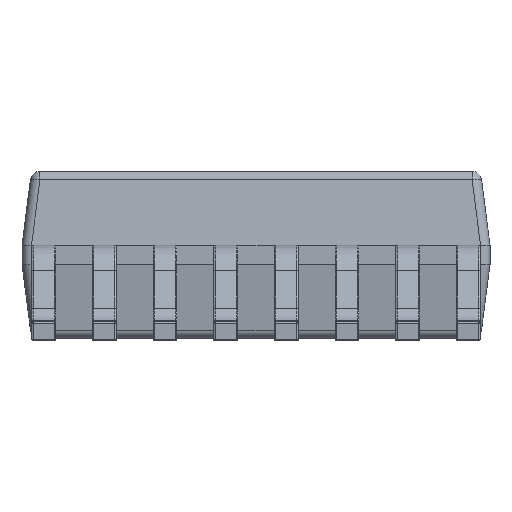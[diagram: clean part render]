
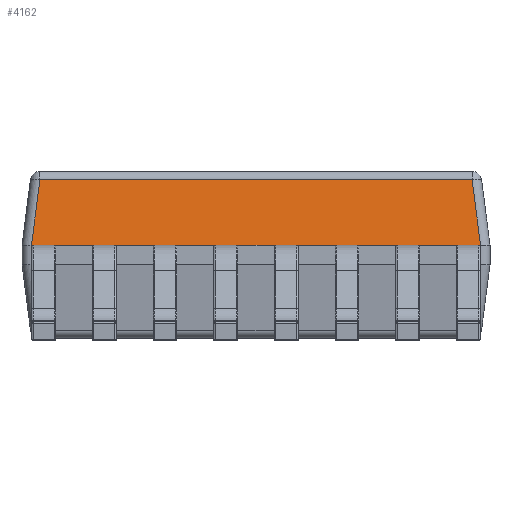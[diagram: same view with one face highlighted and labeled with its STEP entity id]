
A CAD part, left-side view. The second image highlights one B-rep face of the part: STEP entity #4162.
In plain terms, the highlighted planar face has unit normal (-0.992, 0, 0.128).
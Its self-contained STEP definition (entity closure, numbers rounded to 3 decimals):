
#1519 = VECTOR ( 'NONE', #20199, 1000. ) ;
#3679 = VECTOR ( 'NONE', #39627, 1000. ) ;
#3780 = CARTESIAN_POINT ( 'NONE',  ( -1.95, 2.35, 1.075 ) ) ;
#3878 = VERTEX_POINT ( 'NONE', #12849 ) ;
#4162 = ADVANCED_FACE ( 'NONE', ( #6384 ), #20837, .T. ) ;
#5283 = VERTEX_POINT ( 'NONE', #17426 ) ;
#6384 = FACE_OUTER_BOUND ( 'NONE', #26749, .T. ) ;
#7077 = CARTESIAN_POINT ( 'NONE',  ( -1.95, 2.351, 1.075 ) ) ;
#7346 = EDGE_CURVE ( 'NONE', #41632, #33288, #26757, .T. ) ;
#8357 = VECTOR ( 'NONE', #19933, 1000. ) ;
#8395 = DIRECTION ( 'NONE',  ( -0.992, 0., 0.128 ) ) ;
#8681 = VERTEX_POINT ( 'NONE', #29930 ) ;
#12517 = LINE ( 'NONE', #41308, #16419 ) ;
#12849 = CARTESIAN_POINT ( 'NONE',  ( -1.95, 2.351, 1.075 ) ) ;
#14383 = CARTESIAN_POINT ( 'NONE',  ( -1.95, -2.35, 1.075 ) ) ;
#14678 = ORIENTED_EDGE ( 'NONE', *, *, #32379, .T. ) ;
#16138 = CARTESIAN_POINT ( 'NONE',  ( -1.861, -2.262, 1.763 ) ) ;
#16419 = VECTOR ( 'NONE', #23364, 1000. ) ;
#16477 = EDGE_CURVE ( 'NONE', #24989, #8681, #20668, .T. ) ;
#17426 = CARTESIAN_POINT ( 'NONE',  ( -1.95, -2.351, 1.075 ) ) ;
#19933 = DIRECTION ( 'NONE',  ( 0., 1., 0. ) ) ;
#20199 = DIRECTION ( 'NONE',  ( 0., 1., 0. ) ) ;
#20668 = LINE ( 'NONE', #34990, #1519 ) ;
#20837 = PLANE ( 'NONE',  #35003 ) ;
#21261 = CARTESIAN_POINT ( 'NONE',  ( -1.95, -2.351, 1.075 ) ) ;
#23364 = DIRECTION ( 'NONE',  ( -0.127, 0.127, -0.984 ) ) ;
#24989 = VERTEX_POINT ( 'NONE', #16138 ) ;
#24996 = CARTESIAN_POINT ( 'NONE',  ( -1.95, 2.35, 1.075 ) ) ;
#25247 = EDGE_CURVE ( 'NONE', #3878, #33288, #39129, .T. ) ;
#26506 = CARTESIAN_POINT ( 'NONE',  ( -1.95, 2.45, 1.075 ) ) ;
#26749 = EDGE_LOOP ( 'NONE', ( #45599, #42270, #39296, #29099, #14678, #43935 ) ) ;
#26757 = LINE ( 'NONE', #26506, #8357 ) ;
#28079 = CARTESIAN_POINT ( 'NONE',  ( -1.95, 2.351, 1.075 ) ) ;
#28725 = CARTESIAN_POINT ( 'NONE',  ( -1.95, -2.35, 1.075 ) ) ;
#29099 = ORIENTED_EDGE ( 'NONE', *, *, #39377, .T. ) ;
#29930 = CARTESIAN_POINT ( 'NONE',  ( -1.861, 2.262, 1.763 ) ) ;
#32300 = CARTESIAN_POINT ( 'NONE',  ( -1.814, -2.215, 2.131 ) ) ;
#32379 = EDGE_CURVE ( 'NONE', #5283, #24989, #42961, .T. ) ;
#33288 = VERTEX_POINT ( 'NONE', #33412 ) ;
#33412 = CARTESIAN_POINT ( 'NONE',  ( -1.95, 2.35, 1.075 ) ) ;
#34990 = CARTESIAN_POINT ( 'NONE',  ( -1.861, 0., 1.763 ) ) ;
#35003 = AXIS2_PLACEMENT_3D ( 'NONE', #39188, #8395, #42985 ) ;
#36915 = EDGE_CURVE ( 'NONE', #8681, #3878, #12517, .T. ) ;
#39129 =( BOUNDED_CURVE ( )  B_SPLINE_CURVE ( 3, ( #7077, #28079, #24996, #3780 ),
 .UNSPECIFIED., .F., .F. ) 
 B_SPLINE_CURVE_WITH_KNOTS ( ( 4, 4 ),
 ( 6.275, 6.283 ),
 .UNSPECIFIED. ) 
 CURVE ( )  GEOMETRIC_REPRESENTATION_ITEM ( )  RATIONAL_B_SPLINE_CURVE ( ( 1., 1., 1., 1. ) ) 
 REPRESENTATION_ITEM ( '' )  );
#39188 = CARTESIAN_POINT ( 'NONE',  ( -1.85, 0., 1.85 ) ) ;
#39296 = ORIENTED_EDGE ( 'NONE', *, *, #7346, .F. ) ;
#39377 = EDGE_CURVE ( 'NONE', #41632, #5283, #40668, .T. ) ;
#39627 = DIRECTION ( 'NONE',  ( 0.127, 0.127, 0.984 ) ) ;
#40668 =( BOUNDED_CURVE ( )  B_SPLINE_CURVE ( 3, ( #14383, #28725, #42727, #21261 ),
 .UNSPECIFIED., .F., .T. ) 
 B_SPLINE_CURVE_WITH_KNOTS ( ( 4, 4 ),
 ( 0., 0.008 ),
 .UNSPECIFIED. ) 
 CURVE ( )  GEOMETRIC_REPRESENTATION_ITEM ( )  RATIONAL_B_SPLINE_CURVE ( ( 1., 1., 1., 1. ) ) 
 REPRESENTATION_ITEM ( '' )  );
#41138 = CARTESIAN_POINT ( 'NONE',  ( -1.95, -2.35, 1.075 ) ) ;
#41308 = CARTESIAN_POINT ( 'NONE',  ( -1.814, 2.215, 2.131 ) ) ;
#41632 = VERTEX_POINT ( 'NONE', #41138 ) ;
#42270 = ORIENTED_EDGE ( 'NONE', *, *, #25247, .T. ) ;
#42727 = CARTESIAN_POINT ( 'NONE',  ( -1.95, -2.351, 1.075 ) ) ;
#42961 = LINE ( 'NONE', #32300, #3679 ) ;
#42985 = DIRECTION ( 'NONE',  ( 0., 1., 0. ) ) ;
#43935 = ORIENTED_EDGE ( 'NONE', *, *, #16477, .T. ) ;
#45599 = ORIENTED_EDGE ( 'NONE', *, *, #36915, .T. ) ;
